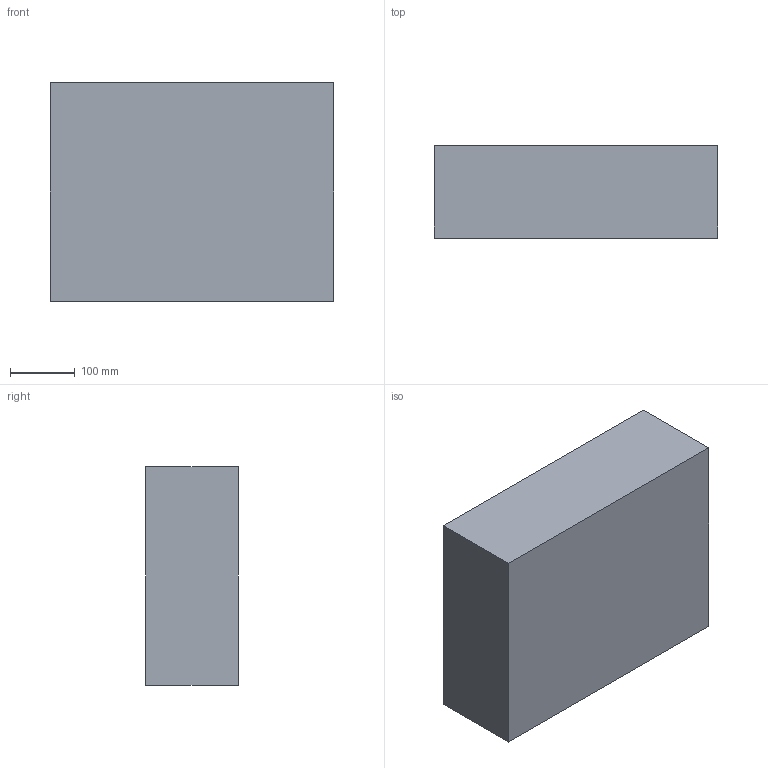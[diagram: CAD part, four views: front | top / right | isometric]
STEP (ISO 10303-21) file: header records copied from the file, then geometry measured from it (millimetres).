
FILE_DESCRIPTION (( 'STEP AP203' ), '1' );
FILE_NAME ('bottom.STEP', '2022-10-27T11:13:16', ( '' ), ( '' ), 'SwSTEP 2.0', 'SolidWorks 2021', '' );
FILE_SCHEMA (( 'CONFIG_CONTROL_DESIGN' ));
Length unit declared in the file: millimetre
Products named in the file (1): bottom
Bounding box: 438 x 143 x 338 mm (x, y, z)
Volume: 11978777.3 mm3; surface area: 870510.7 mm2
Topology: 1 solids, 1 shells, 54 faces, 108 edges, 72 vertices
Faces by surface type: cylinder 32, plane 22
Entity records: 1513 total; most frequent: DIRECTION 282, CARTESIAN_POINT 235, ORIENTED_EDGE 216, AXIS2_PLACEMENT_3D 119, EDGE_CURVE 108, VERTEX_POINT 72, EDGE_LOOP 70, CIRCLE 64
